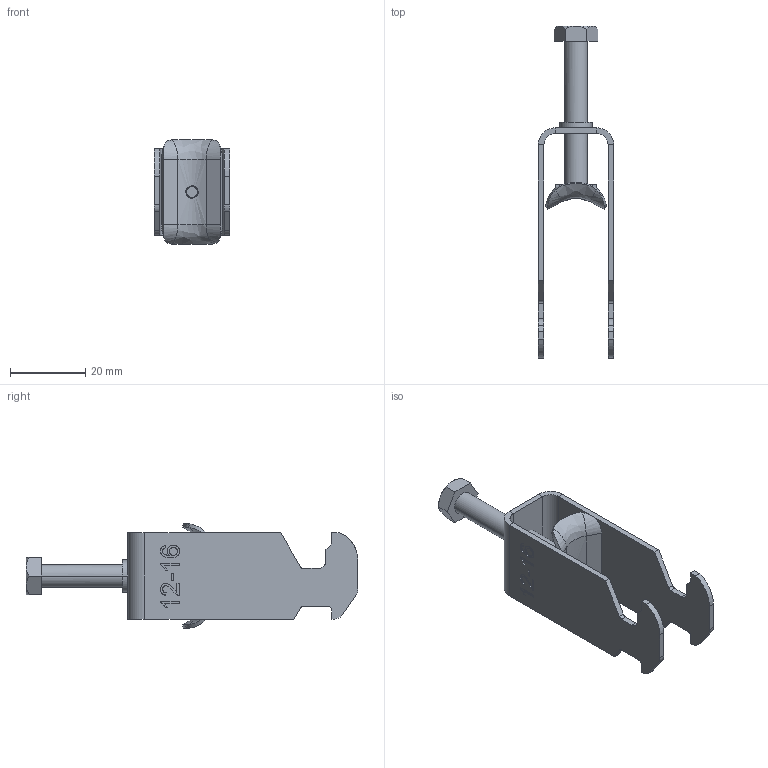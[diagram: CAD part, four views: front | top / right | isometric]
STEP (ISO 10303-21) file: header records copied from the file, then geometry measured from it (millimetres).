
FILE_DESCRIPTION(/* description */ (''),/* implementation_level */ '2;1');
FILE_NAME(/* name */ '1156187',/* time_stamp */ '2015-11-03T08:45:14+01:00',/* author */ (''),/* organization */ (''),/* preprocessor_version */ 'ST-DEVELOPER v15',/* originating_system */ '',/* authorisation */ '');
FILE_SCHEMA (('CONFIG_CONTROL_DESIGN'));
Length unit declared in the file: millimetre
Products named in the file (2): Document; Block 02
Assembly tree (1 placements, depth 2):
  Document
    Block 02
Bounding box: 20 x 88 x 27.8 mm (x, y, z)
Volume: 5677.7 mm3; surface area: 8531.3 mm2
Topology: 2 solids, 3 shells, 175 faces, 440 edges, 278 vertices
Faces by surface type: bspline 88, plane 87
Entity records: 7528 total; most frequent: CARTESIAN_POINT 4538, ORIENTED_EDGE 876, EDGE_CURVE 440, B_SPLINE_CURVE_WITH_KNOTS 351, VERTEX_POINT 278, EDGE_LOOP 188, ADVANCED_FACE 175, FACE_OUTER_BOUND 175
